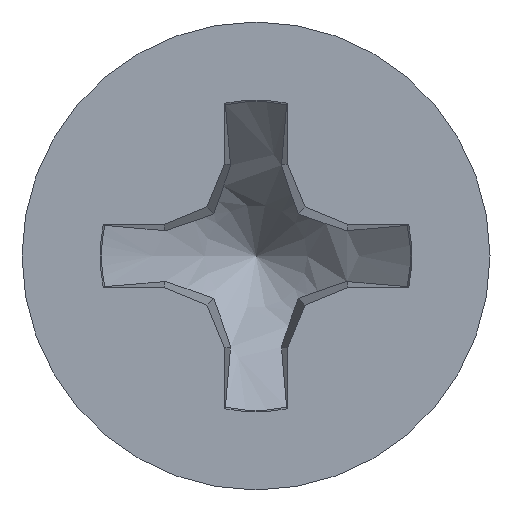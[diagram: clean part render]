
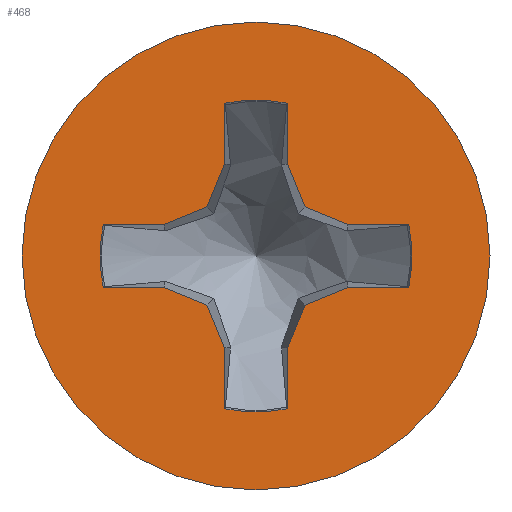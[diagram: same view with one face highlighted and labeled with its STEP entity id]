
A CAD part, top view. The second image highlights one B-rep face of the part: STEP entity #468.
In plain terms, the highlighted planar face has unit normal (0, 0, 1).
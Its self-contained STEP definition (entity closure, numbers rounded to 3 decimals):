
#15=FACE_BOUND('',#84,.T.);
#34=PLANE('',#519);
#57=FACE_OUTER_BOUND('',#83,.T.);
#83=EDGE_LOOP('',(#357));
#84=EDGE_LOOP('',(#358,#359,#360,#361,#362,#363,#364,#365,#366,#367,#368,
#369,#370,#371,#372,#373,#374,#375,#376,#377));
#110=LINE('',#768,#150);
#111=LINE('',#772,#151);
#112=LINE('',#774,#152);
#113=LINE('',#776,#153);
#114=LINE('',#777,#154);
#115=LINE('',#779,#155);
#116=LINE('',#781,#156);
#117=LINE('',#783,#157);
#118=LINE('',#785,#158);
#119=LINE('',#789,#159);
#120=LINE('',#791,#160);
#121=LINE('',#793,#161);
#122=LINE('',#795,#162);
#123=LINE('',#799,#163);
#124=LINE('',#801,#164);
#125=LINE('',#802,#165);
#150=VECTOR('',#586,1000.);
#151=VECTOR('',#589,1000.);
#152=VECTOR('',#590,1000.);
#153=VECTOR('',#591,1000.);
#154=VECTOR('',#592,1000.);
#155=VECTOR('',#593,1000.);
#156=VECTOR('',#594,1000.);
#157=VECTOR('',#595,1000.);
#158=VECTOR('',#596,1000.);
#159=VECTOR('',#599,1000.);
#160=VECTOR('',#600,1000.);
#161=VECTOR('',#601,1000.);
#162=VECTOR('',#602,1000.);
#163=VECTOR('',#605,1000.);
#164=VECTOR('',#606,1000.);
#165=VECTOR('',#607,1000.);
#193=CIRCLE('',#516,2.5);
#194=CIRCLE('',#518,3.75);
#195=CIRCLE('',#520,2.5);
#196=CIRCLE('',#521,2.5);
#197=CIRCLE('',#522,2.5);
#224=VERTEX_POINT('',#756);
#225=VERTEX_POINT('',#758);
#226=VERTEX_POINT('',#762);
#227=VERTEX_POINT('',#766);
#228=VERTEX_POINT('',#767);
#229=VERTEX_POINT('',#769);
#230=VERTEX_POINT('',#771);
#231=VERTEX_POINT('',#773);
#232=VERTEX_POINT('',#775);
#233=VERTEX_POINT('',#778);
#234=VERTEX_POINT('',#780);
#235=VERTEX_POINT('',#782);
#236=VERTEX_POINT('',#784);
#237=VERTEX_POINT('',#786);
#238=VERTEX_POINT('',#788);
#239=VERTEX_POINT('',#790);
#240=VERTEX_POINT('',#792);
#241=VERTEX_POINT('',#794);
#242=VERTEX_POINT('',#796);
#243=VERTEX_POINT('',#798);
#244=VERTEX_POINT('',#800);
#274=EDGE_CURVE('',#224,#225,#193,.T.);
#276=EDGE_CURVE('',#226,#226,#194,.T.);
#278=EDGE_CURVE('',#227,#228,#110,.T.);
#279=EDGE_CURVE('',#229,#227,#195,.T.);
#280=EDGE_CURVE('',#230,#229,#111,.T.);
#281=EDGE_CURVE('',#231,#230,#112,.T.);
#282=EDGE_CURVE('',#232,#231,#113,.T.);
#283=EDGE_CURVE('',#225,#232,#114,.T.);
#284=EDGE_CURVE('',#233,#224,#115,.T.);
#285=EDGE_CURVE('',#234,#233,#116,.T.);
#286=EDGE_CURVE('',#235,#234,#117,.T.);
#287=EDGE_CURVE('',#236,#235,#118,.T.);
#288=EDGE_CURVE('',#237,#236,#196,.T.);
#289=EDGE_CURVE('',#238,#237,#119,.T.);
#290=EDGE_CURVE('',#239,#238,#120,.T.);
#291=EDGE_CURVE('',#240,#239,#121,.T.);
#292=EDGE_CURVE('',#241,#240,#122,.T.);
#293=EDGE_CURVE('',#242,#241,#197,.T.);
#294=EDGE_CURVE('',#243,#242,#123,.T.);
#295=EDGE_CURVE('',#244,#243,#124,.T.);
#296=EDGE_CURVE('',#228,#244,#125,.T.);
#357=ORIENTED_EDGE('',*,*,#276,.F.);
#358=ORIENTED_EDGE('',*,*,#278,.F.);
#359=ORIENTED_EDGE('',*,*,#279,.F.);
#360=ORIENTED_EDGE('',*,*,#280,.F.);
#361=ORIENTED_EDGE('',*,*,#281,.F.);
#362=ORIENTED_EDGE('',*,*,#282,.F.);
#363=ORIENTED_EDGE('',*,*,#283,.F.);
#364=ORIENTED_EDGE('',*,*,#274,.F.);
#365=ORIENTED_EDGE('',*,*,#284,.F.);
#366=ORIENTED_EDGE('',*,*,#285,.F.);
#367=ORIENTED_EDGE('',*,*,#286,.F.);
#368=ORIENTED_EDGE('',*,*,#287,.F.);
#369=ORIENTED_EDGE('',*,*,#288,.F.);
#370=ORIENTED_EDGE('',*,*,#289,.F.);
#371=ORIENTED_EDGE('',*,*,#290,.F.);
#372=ORIENTED_EDGE('',*,*,#291,.F.);
#373=ORIENTED_EDGE('',*,*,#292,.F.);
#374=ORIENTED_EDGE('',*,*,#293,.F.);
#375=ORIENTED_EDGE('',*,*,#294,.F.);
#376=ORIENTED_EDGE('',*,*,#295,.F.);
#377=ORIENTED_EDGE('',*,*,#296,.F.);
#468=ADVANCED_FACE('',(#57,#15),#34,.F.);
#516=AXIS2_PLACEMENT_3D('',#759,#576,#577);
#518=AXIS2_PLACEMENT_3D('',#763,#581,#582);
#519=AXIS2_PLACEMENT_3D('',#765,#584,#585);
#520=AXIS2_PLACEMENT_3D('',#770,#587,#588);
#521=AXIS2_PLACEMENT_3D('',#787,#597,#598);
#522=AXIS2_PLACEMENT_3D('',#797,#603,#604);
#576=DIRECTION('center_axis',(0.,0.,1.));
#577=DIRECTION('ref_axis',(1.,0.,0.));
#581=DIRECTION('center_axis',(0.,0.,-1.));
#582=DIRECTION('ref_axis',(-1.,0.,0.));
#584=DIRECTION('center_axis',(0.,0.,-1.));
#585=DIRECTION('ref_axis',(0.,1.,0.));
#586=DIRECTION('',(0.,-1.,0.));
#587=DIRECTION('center_axis',(0.,0.,1.));
#588=DIRECTION('ref_axis',(1.,0.,0.));
#589=DIRECTION('',(0.,1.,0.));
#590=DIRECTION('',(-0.383,0.924,0.));
#591=DIRECTION('',(-0.924,0.383,0.));
#592=DIRECTION('',(-1.,0.,0.));
#593=DIRECTION('',(1.,0.,0.));
#594=DIRECTION('',(0.924,0.383,0.));
#595=DIRECTION('',(0.383,0.924,0.));
#596=DIRECTION('',(0.,1.,0.));
#597=DIRECTION('center_axis',(0.,0.,1.));
#598=DIRECTION('ref_axis',(-1.,0.,0.));
#599=DIRECTION('',(0.,-1.,0.));
#600=DIRECTION('',(0.383,-0.924,0.));
#601=DIRECTION('',(0.924,-0.383,0.));
#602=DIRECTION('',(1.,0.,0.));
#603=DIRECTION('center_axis',(0.,0.,1.));
#604=DIRECTION('ref_axis',(0.,1.,0.));
#605=DIRECTION('',(-1.,0.,0.));
#606=DIRECTION('',(-0.924,-0.383,0.));
#607=DIRECTION('',(-0.383,-0.924,0.));
#756=CARTESIAN_POINT('',(2.449,-0.5,2.2));
#758=CARTESIAN_POINT('',(2.449,0.5,2.2));
#759=CARTESIAN_POINT('Origin',(0.,0.,2.2));
#762=CARTESIAN_POINT('',(-3.75,0.,2.2));
#763=CARTESIAN_POINT('Origin',(0.,0.,2.2));
#765=CARTESIAN_POINT('Origin',(0.,2.,2.2));
#766=CARTESIAN_POINT('',(-0.5,2.449,2.2));
#767=CARTESIAN_POINT('',(-0.5,1.475,2.2));
#768=CARTESIAN_POINT('',(-0.5,2.449,2.2));
#769=CARTESIAN_POINT('',(0.5,2.449,2.2));
#770=CARTESIAN_POINT('Origin',(0.,0.,2.2));
#771=CARTESIAN_POINT('',(0.5,1.475,2.2));
#772=CARTESIAN_POINT('',(0.5,1.475,2.2));
#773=CARTESIAN_POINT('',(0.785,0.785,2.2));
#774=CARTESIAN_POINT('',(0.785,0.785,2.2));
#775=CARTESIAN_POINT('',(1.475,0.5,2.2));
#776=CARTESIAN_POINT('',(1.475,0.5,2.2));
#777=CARTESIAN_POINT('',(2.449,0.5,2.2));
#778=CARTESIAN_POINT('',(1.475,-0.5,2.2));
#779=CARTESIAN_POINT('',(1.475,-0.5,2.2));
#780=CARTESIAN_POINT('',(0.785,-0.785,2.2));
#781=CARTESIAN_POINT('',(0.785,-0.785,2.2));
#782=CARTESIAN_POINT('',(0.5,-1.475,2.2));
#783=CARTESIAN_POINT('',(0.5,-1.475,2.2));
#784=CARTESIAN_POINT('',(0.5,-2.449,2.2));
#785=CARTESIAN_POINT('',(0.5,-2.449,2.2));
#786=CARTESIAN_POINT('',(-0.5,-2.449,2.2));
#787=CARTESIAN_POINT('Origin',(0.,0.,
2.2));
#788=CARTESIAN_POINT('',(-0.5,-1.475,2.2));
#789=CARTESIAN_POINT('',(-0.5,-1.475,2.2));
#790=CARTESIAN_POINT('',(-0.785,-0.785,2.2));
#791=CARTESIAN_POINT('',(-0.785,-0.785,2.2));
#792=CARTESIAN_POINT('',(-1.475,-0.5,2.2));
#793=CARTESIAN_POINT('',(-1.475,-0.5,2.2));
#794=CARTESIAN_POINT('',(-2.449,-0.5,2.2));
#795=CARTESIAN_POINT('',(-2.449,-0.5,2.2));
#796=CARTESIAN_POINT('',(-2.449,0.5,2.2));
#797=CARTESIAN_POINT('Origin',(0.,0.,
2.2));
#798=CARTESIAN_POINT('',(-1.475,0.5,2.2));
#799=CARTESIAN_POINT('',(-1.475,0.5,2.2));
#800=CARTESIAN_POINT('',(-0.785,0.785,2.2));
#801=CARTESIAN_POINT('',(-0.785,0.785,2.2));
#802=CARTESIAN_POINT('',(-0.5,1.475,2.2));
